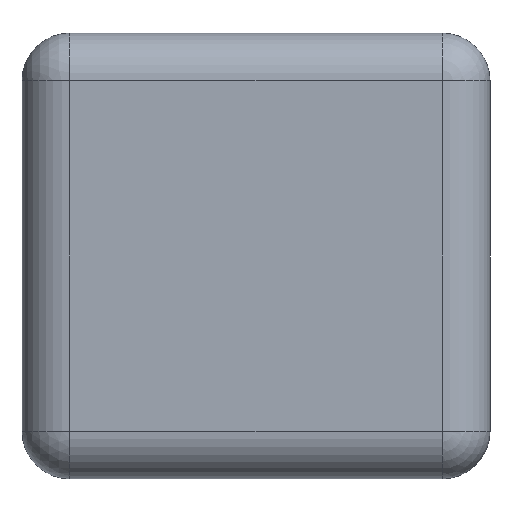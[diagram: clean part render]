
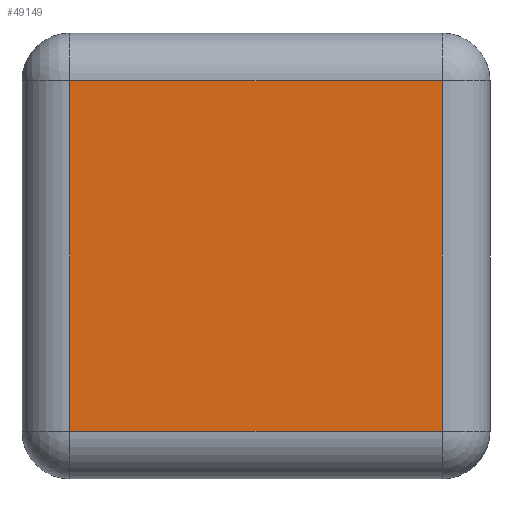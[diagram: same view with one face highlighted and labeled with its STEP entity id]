
A CAD part, front view. The second image highlights one B-rep face of the part: STEP entity #49149.
In plain terms, the highlighted planar face has unit normal (0, -1, 0).
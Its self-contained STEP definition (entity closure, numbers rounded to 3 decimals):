
#4294 = FACE_OUTER_BOUND ( 'NONE', #50012, .T. ) ;
#5346 = VECTOR ( 'NONE', #13687, 1000. ) ;
#6933 = EDGE_CURVE ( 'NONE', #48288, #24501, #55451, .T. ) ;
#10639 = VERTEX_POINT ( 'NONE', #47842 ) ;
#11399 = LINE ( 'NONE', #54803, #38781 ) ;
#13217 = ORIENTED_EDGE ( 'NONE', *, *, #34751, .T. ) ;
#13687 = DIRECTION ( 'NONE',  ( 0., 0., 1. ) ) ;
#14039 = DIRECTION ( 'NONE',  ( 0., -1., 0. ) ) ;
#17133 = VERTEX_POINT ( 'NONE', #61035 ) ;
#17613 = EDGE_CURVE ( 'NONE', #17133, #48288, #47537, .T. ) ;
#19830 = CARTESIAN_POINT ( 'NONE',  ( -311.292, -299.909, 292.718 ) ) ;
#21062 = CARTESIAN_POINT ( 'NONE',  ( -311.292, -299.909, -292.718 ) ) ;
#22895 = ORIENTED_EDGE ( 'NONE', *, *, #6933, .T. ) ;
#23190 = CARTESIAN_POINT ( 'NONE',  ( 0., -299.909, 0. ) ) ;
#24501 = VERTEX_POINT ( 'NONE', #21062 ) ;
#28054 = CARTESIAN_POINT ( 'NONE',  ( -311.292, -299.909, 0. ) ) ;
#32445 = DIRECTION ( 'NONE',  ( -1., 0., 0. ) ) ;
#34751 = EDGE_CURVE ( 'NONE', #10639, #17133, #55876, .T. ) ;
#35702 = CARTESIAN_POINT ( 'NONE',  ( 0., -299.909, 292.718 ) ) ;
#36580 = DIRECTION ( 'NONE',  ( 1., 0., 0. ) ) ;
#36643 = VECTOR ( 'NONE', #46022, 1000. ) ;
#38781 = VECTOR ( 'NONE', #36580, 1000. ) ;
#42156 = ORIENTED_EDGE ( 'NONE', *, *, #42964, .T. ) ;
#42964 = EDGE_CURVE ( 'NONE', #24501, #10639, #11399, .T. ) ;
#43329 = PLANE ( 'NONE',  #50286 ) ;
#46022 = DIRECTION ( 'NONE',  ( 0., 0., -1. ) ) ;
#47537 = LINE ( 'NONE', #35702, #59876 ) ;
#47736 = ORIENTED_EDGE ( 'NONE', *, *, #17613, .T. ) ;
#47842 = CARTESIAN_POINT ( 'NONE',  ( 311.292, -299.909, -292.718 ) ) ;
#48288 = VERTEX_POINT ( 'NONE', #19830 ) ;
#49149 = ADVANCED_FACE ( 'NONE', ( #4294 ), #43329, .T. ) ;
#50012 = EDGE_LOOP ( 'NONE', ( #47736, #22895, #42156, #13217 ) ) ;
#50286 = AXIS2_PLACEMENT_3D ( 'NONE', #23190, #14039, #61846 ) ;
#52073 = CARTESIAN_POINT ( 'NONE',  ( 311.292, -299.909, 0. ) ) ;
#54803 = CARTESIAN_POINT ( 'NONE',  ( 0., -299.909, -292.718 ) ) ;
#55451 = LINE ( 'NONE', #28054, #36643 ) ;
#55876 = LINE ( 'NONE', #52073, #5346 ) ;
#59876 = VECTOR ( 'NONE', #32445, 1000. ) ;
#61035 = CARTESIAN_POINT ( 'NONE',  ( 311.292, -299.909, 292.718 ) ) ;
#61846 = DIRECTION ( 'NONE',  ( 0., 0., -1. ) ) ;
